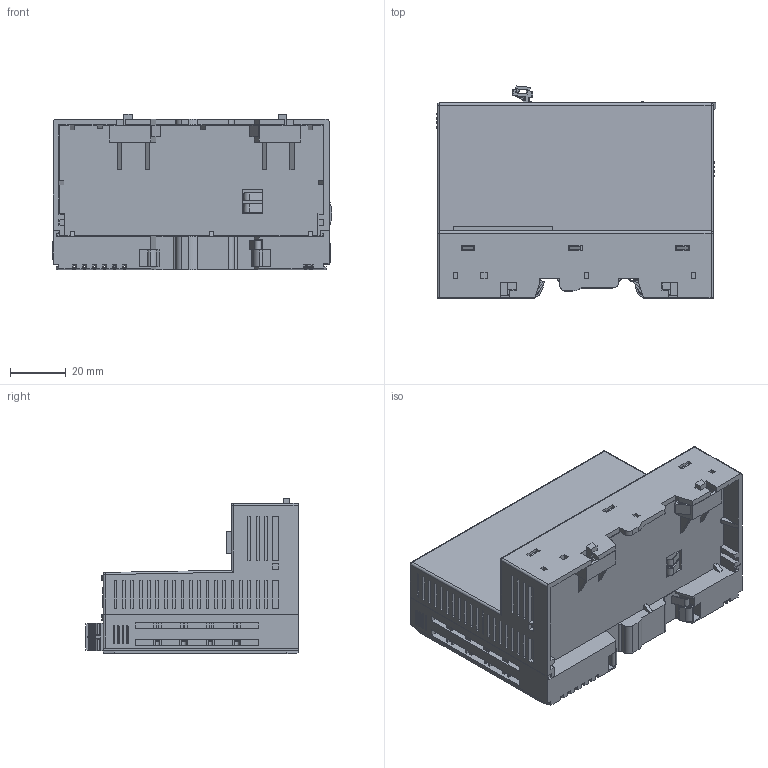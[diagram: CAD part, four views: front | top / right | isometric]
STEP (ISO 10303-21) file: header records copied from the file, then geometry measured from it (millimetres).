
FILE_DESCRIPTION((''),'2;1');
FILE_NAME('NA3-MODBUS485','2019-10-08T',('seo'),(''),'CREO PARAMETRIC BY PTC INC, 2016130','CREO PARAMETRIC BY PTC INC, 2016130','');
FILE_SCHEMA(('CONFIG_CONTROL_DESIGN'));
Products named in the file (1): NA3-MODBUS485
Bounding box: 100.36 x 76.15 x 55.8 mm (x, y, z)
Volume: 223929.7 mm3; surface area: 57029.2 mm2
Topology: 2 solids, 3 shells, 2343 faces, 6370 edges, 4162 vertices
Faces by surface type: plane 1966, cylinder 280, bspline 45, cone 20, torus 18, sphere 14
Entity records: 74708 total; most frequent: CARTESIAN_POINT 15473, ORIENTED_EDGE 12740, DIRECTION 11339, EDGE_CURVE 6370, VECTOR 5603, LINE 5603, VERTEX_POINT 4162, AXIS2_PLACEMENT_3D 2868
